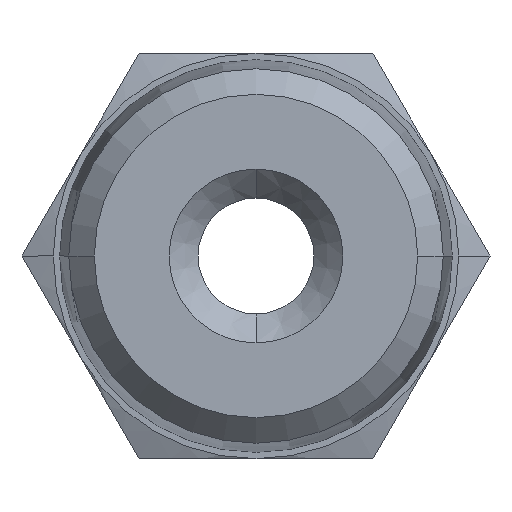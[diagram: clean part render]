
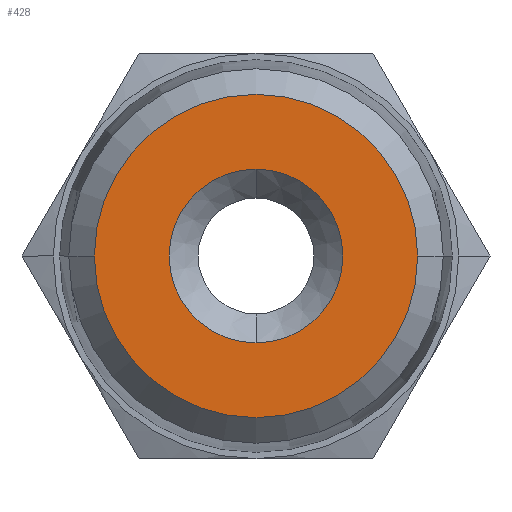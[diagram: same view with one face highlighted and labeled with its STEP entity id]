
A CAD part, front view. The second image highlights one B-rep face of the part: STEP entity #428.
In plain terms, the highlighted planar face has unit normal (0, -1, 0).
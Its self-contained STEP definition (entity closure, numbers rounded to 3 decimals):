
#428=ADVANCED_FACE('',(#1078,#1079),#1080,.T.);
#1078=FACE_OUTER_BOUND('',#1977,.T.);
#1079=FACE_BOUND('',#1978,.T.);
#1080=PLANE('',#1979);
#1977=EDGE_LOOP('',(#3159,#3160));
#1978=EDGE_LOOP('',(#3161,#3162,#3163));
#1979=AXIS2_PLACEMENT_3D('',#3164,#3165,#3166);
#3159=ORIENTED_EDGE('',*,*,#5659,.F.);
#3160=ORIENTED_EDGE('',*,*,#5660,.F.);
#3161=ORIENTED_EDGE('',*,*,#5661,.T.);
#3162=ORIENTED_EDGE('',*,*,#5662,.T.);
#3163=ORIENTED_EDGE('',*,*,#5663,.T.);
#3164=CARTESIAN_POINT('',(0.,-11.0,0.0));
#3165=DIRECTION('',(0.0,-1.0,0.0));
#3166=DIRECTION('',(0.0,0.0,-1.0));
#5659=EDGE_CURVE('',#6921,#6922,#6923,.T.);
#5660=EDGE_CURVE('',#6922,#6921,#6924,.T.);
#5661=EDGE_CURVE('',#6925,#6926,#6927,.T.);
#5662=EDGE_CURVE('',#6926,#6928,#6929,.T.);
#5663=EDGE_CURVE('',#6928,#6925,#6930,.T.);
#6921=VERTEX_POINT('',#8705);
#6922=VERTEX_POINT('',#8706);
#6923=CIRCLE('',#8707,5.583);
#6924=CIRCLE('',#8708,5.583);
#6925=VERTEX_POINT('',#8709);
#6926=VERTEX_POINT('',#8710);
#6927=CIRCLE('',#8711,3.);
#6928=VERTEX_POINT('',#8712);
#6929=CIRCLE('',#8713,3.);
#6930=CIRCLE('',#8714,3.);
#8705=CARTESIAN_POINT('',(-5.583,-11.0,0.0));
#8706=CARTESIAN_POINT('',(5.583,-11.0,0.));
#8707=AXIS2_PLACEMENT_3D('',#10747,#10748,#10749);
#8708=AXIS2_PLACEMENT_3D('',#10750,#10751,#10752);
#8709=CARTESIAN_POINT('',(3.,-11.0,0.0));
#8710=CARTESIAN_POINT('',(0.,-11.0,-3.));
#8711=AXIS2_PLACEMENT_3D('',#10753,#10754,#10755);
#8712=CARTESIAN_POINT('',(0.,-11.0,3.));
#8713=AXIS2_PLACEMENT_3D('',#10756,#10757,#10758);
#8714=AXIS2_PLACEMENT_3D('',#10759,#10760,#10761);
#10747=CARTESIAN_POINT('',(0.,-11.0,0.0));
#10748=DIRECTION('',(-0.0,1.0,0.0));
#10749=DIRECTION('',(1.0,0.0,0.0));
#10750=CARTESIAN_POINT('',(0.,-11.0,0.0));
#10751=DIRECTION('',(-0.0,1.0,0.0));
#10752=DIRECTION('',(1.0,0.0,0.0));
#10753=CARTESIAN_POINT('',(0.0,-11.0,0.0));
#10754=DIRECTION('',(0.0,1.0,0.0));
#10755=DIRECTION('',(0.0,0.0,-1.0));
#10756=CARTESIAN_POINT('',(0.0,-11.0,0.0));
#10757=DIRECTION('',(0.0,1.0,0.0));
#10758=DIRECTION('',(0.0,0.0,-1.0));
#10759=CARTESIAN_POINT('',(0.0,-11.0,0.0));
#10760=DIRECTION('',(0.0,1.0,0.0));
#10761=DIRECTION('',(0.0,0.0,-1.0));
